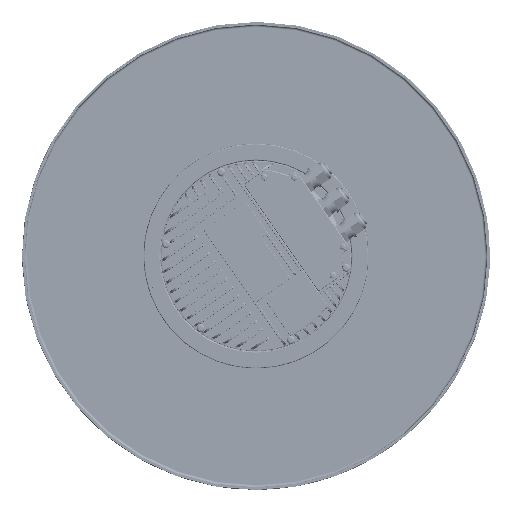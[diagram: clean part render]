
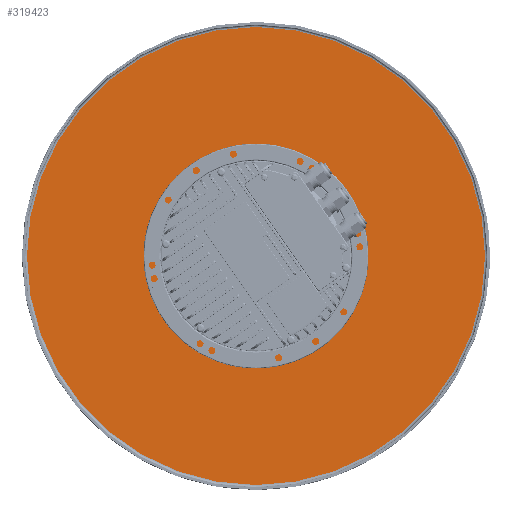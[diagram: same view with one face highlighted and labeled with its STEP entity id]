
A CAD part, front view. The second image highlights one B-rep face of the part: STEP entity #319423.
In plain terms, the highlighted planar face has unit normal (0, -1, 0).
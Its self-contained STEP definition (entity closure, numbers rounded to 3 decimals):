
#316986=CARTESIAN_POINT('',(0.,7.,0.));
#316987=DIRECTION('',(0.,1.,0.));
#316988=DIRECTION('',(0.,0.,1.));
#316989=AXIS2_PLACEMENT_3D('',#316986,#316987,#316988);
#316991=CARTESIAN_POINT('',(0.,7.,0.));
#316992=DIRECTION('',(0.,1.,0.));
#316993=DIRECTION('',(0.,0.,-1.));
#316994=AXIS2_PLACEMENT_3D('',#316991,#316992,#316993);
#316996=CARTESIAN_POINT('',(0.,7.,0.));
#316997=DIRECTION('',(0.,-1.,0.));
#316998=DIRECTION('',(0.,0.,1.));
#316999=AXIS2_PLACEMENT_3D('',#316996,#316997,#316998);
#317001=CARTESIAN_POINT('',(0.,7.,0.));
#317002=DIRECTION('',(0.,-1.,0.));
#317003=DIRECTION('',(0.,0.,-1.));
#317004=AXIS2_PLACEMENT_3D('',#317001,#317002,#317003);
#317006=CARTESIAN_POINT('',(0.,7.,-110.));
#317007=DIRECTION('',(0.,-1.,0.));
#317008=DIRECTION('',(-1.,0.,0.));
#317009=AXIS2_PLACEMENT_3D('',#317006,#317007,#317008);
#317011=CARTESIAN_POINT('',(0.,7.,-110.));
#317012=DIRECTION('',(0.,-1.,0.));
#317013=DIRECTION('',(1.,0.,0.));
#317014=AXIS2_PLACEMENT_3D('',#317011,#317012,#317013);
#317016=CARTESIAN_POINT('',(-95.263,7.,-55.));
#317017=DIRECTION('',(0.,-1.,0.));
#317018=DIRECTION('',(-1.,0.,0.));
#317019=AXIS2_PLACEMENT_3D('',#317016,#317017,#317018);
#317021=CARTESIAN_POINT('',(-95.263,7.,-55.));
#317022=DIRECTION('',(0.,-1.,0.));
#317023=DIRECTION('',(1.,0.,0.));
#317024=AXIS2_PLACEMENT_3D('',#317021,#317022,#317023);
#317026=CARTESIAN_POINT('',(-55.,7.,-95.263));
#317027=DIRECTION('',(0.,-1.,0.));
#317028=DIRECTION('',(-1.,0.,0.));
#317029=AXIS2_PLACEMENT_3D('',#317026,#317027,#317028);
#317031=CARTESIAN_POINT('',(-55.,7.,-95.263));
#317032=DIRECTION('',(0.,-1.,0.));
#317033=DIRECTION('',(1.,0.,0.));
#317034=AXIS2_PLACEMENT_3D('',#317031,#317032,#317033);
#317036=CARTESIAN_POINT('',(95.263,7.,55.));
#317037=DIRECTION('',(0.,-1.,0.));
#317038=DIRECTION('',(0.5,0.,-0.866));
#317039=AXIS2_PLACEMENT_3D('',#317036,#317037,#317038);
#317041=CARTESIAN_POINT('',(95.263,7.,55.));
#317042=DIRECTION('',(0.,-1.,0.));
#317043=DIRECTION('',(-0.5,0.,0.866));
#317044=AXIS2_PLACEMENT_3D('',#317041,#317042,#317043);
#317046=CARTESIAN_POINT('',(95.263,7.,-55.));
#317047=DIRECTION('',(0.,-1.,0.));
#317048=DIRECTION('',(0.5,0.,-0.866));
#317049=AXIS2_PLACEMENT_3D('',#317046,#317047,#317048);
#317051=CARTESIAN_POINT('',(95.263,7.,-55.));
#317052=DIRECTION('',(0.,-1.,0.));
#317053=DIRECTION('',(-0.5,0.,0.866));
#317054=AXIS2_PLACEMENT_3D('',#317051,#317052,#317053);
#317056=CARTESIAN_POINT('',(110.,7.,0.));
#317057=DIRECTION('',(0.,-1.,0.));
#317058=DIRECTION('',(0.5,0.,-0.866));
#317059=AXIS2_PLACEMENT_3D('',#317056,#317057,#317058);
#317061=CARTESIAN_POINT('',(110.,7.,0.));
#317062=DIRECTION('',(0.,-1.,0.));
#317063=DIRECTION('',(-0.5,0.,0.866));
#317064=AXIS2_PLACEMENT_3D('',#317061,#317062,#317063);
#317066=CARTESIAN_POINT('',(-95.263,7.,55.));
#317067=DIRECTION('',(0.,-1.,0.));
#317068=DIRECTION('',(0.5,0.,0.866));
#317069=AXIS2_PLACEMENT_3D('',#317066,#317067,#317068);
#317071=CARTESIAN_POINT('',(-95.263,7.,55.));
#317072=DIRECTION('',(0.,-1.,0.));
#317073=DIRECTION('',(-0.5,0.,-0.866));
#317074=AXIS2_PLACEMENT_3D('',#317071,#317072,#317073);
#317076=CARTESIAN_POINT('',(0.,7.,110.));
#317077=DIRECTION('',(0.,-1.,0.));
#317078=DIRECTION('',(0.5,0.,0.866));
#317079=AXIS2_PLACEMENT_3D('',#317076,#317077,#317078);
#317081=CARTESIAN_POINT('',(0.,7.,110.));
#317082=DIRECTION('',(0.,-1.,0.));
#317083=DIRECTION('',(-0.5,0.,-0.866));
#317084=AXIS2_PLACEMENT_3D('',#317081,#317082,#317083);
#317086=CARTESIAN_POINT('',(-55.,7.,95.263));
#317087=DIRECTION('',(0.,-1.,0.));
#317088=DIRECTION('',(0.5,0.,0.866));
#317089=AXIS2_PLACEMENT_3D('',#317086,#317087,#317088);
#317091=CARTESIAN_POINT('',(-55.,7.,95.263));
#317092=DIRECTION('',(0.,-1.,0.));
#317093=DIRECTION('',(-0.5,0.,-0.866));
#317094=AXIS2_PLACEMENT_3D('',#317091,#317092,#317093);
#318928=CARTESIAN_POINT('',(-91.013,7.,-55.));
#318929=CARTESIAN_POINT('',(-99.513,7.,-55.));
#318930=VERTEX_POINT('',#318928);
#318931=VERTEX_POINT('',#318929);
#318936=CARTESIAN_POINT('',(0.,7.,277.));
#318937=CARTESIAN_POINT('',(0.,7.,-277.));
#318938=VERTEX_POINT('',#318936);
#318939=VERTEX_POINT('',#318937);
#318940=CARTESIAN_POINT('',(0.,7.,100.05));
#318941=CARTESIAN_POINT('',(0.,7.,-100.05));
#318942=VERTEX_POINT('',#318940);
#318943=VERTEX_POINT('',#318941);
#318944=CARTESIAN_POINT('',(-4.25,7.,-110.));
#318945=CARTESIAN_POINT('',(4.25,7.,-110.));
#318946=VERTEX_POINT('',#318944);
#318947=VERTEX_POINT('',#318945);
#318948=CARTESIAN_POINT('',(-58.,7.,-95.263));
#318949=CARTESIAN_POINT('',(-52.,7.,-95.263));
#318950=VERTEX_POINT('',#318948);
#318951=VERTEX_POINT('',#318949);
#318952=CARTESIAN_POINT('',(97.388,7.,
51.319));
#318953=CARTESIAN_POINT('',(93.138,7.,
58.681));
#318954=VERTEX_POINT('',#318952);
#318955=VERTEX_POINT('',#318953);
#318956=CARTESIAN_POINT('',(97.388,7.,
-58.681));
#318957=CARTESIAN_POINT('',(93.138,7.,
-51.319));
#318958=VERTEX_POINT('',#318956);
#318959=VERTEX_POINT('',#318957);
#318960=CARTESIAN_POINT('',(111.5,7.,-2.598));
#318961=CARTESIAN_POINT('',(108.5,7.,2.598));
#318962=VERTEX_POINT('',#318960);
#318963=VERTEX_POINT('',#318961);
#318964=CARTESIAN_POINT('',(-93.138,7.,
58.681));
#318965=CARTESIAN_POINT('',(-97.388,7.,
51.319));
#318966=VERTEX_POINT('',#318964);
#318967=VERTEX_POINT('',#318965);
#318968=CARTESIAN_POINT('',(2.125,7.,113.681));
#318969=CARTESIAN_POINT('',(-2.125,7.,106.319));
#318970=VERTEX_POINT('',#318968);
#318971=VERTEX_POINT('',#318969);
#318972=CARTESIAN_POINT('',(-53.5,7.,97.861));
#318973=CARTESIAN_POINT('',(-56.5,7.,92.665));
#318974=VERTEX_POINT('',#318972);
#318975=VERTEX_POINT('',#318973);
#319353=CARTESIAN_POINT('',(0.,7.,0.));
#319354=DIRECTION('',(0.,1.,0.));
#319355=DIRECTION('',(0.,0.,1.));
#319356=AXIS2_PLACEMENT_3D('',#319353,#319354,#319355);
#319357=PLANE('',#319356);
#319359=ORIENTED_EDGE('',*,*,#319358,.T.);
#319361=ORIENTED_EDGE('',*,*,#319360,.T.);
#319362=EDGE_LOOP('',(#319359,#319361));
#319363=FACE_OUTER_BOUND('',#319362,.F.);
#319365=ORIENTED_EDGE('',*,*,#319364,.T.);
#319367=ORIENTED_EDGE('',*,*,#319366,.T.);
#319368=EDGE_LOOP('',(#319365,#319367));
#319369=FACE_BOUND('',#319368,.F.);
#319371=ORIENTED_EDGE('',*,*,#319370,.T.);
#319373=ORIENTED_EDGE('',*,*,#319372,.T.);
#319374=EDGE_LOOP('',(#319371,#319373));
#319375=FACE_BOUND('',#319374,.F.);
#319377=ORIENTED_EDGE('',*,*,#319376,.T.);
#319378=ORIENTED_EDGE('',*,*,#319342,.T.);
#319379=EDGE_LOOP('',(#319377,#319378));
#319380=FACE_BOUND('',#319379,.F.);
#319382=ORIENTED_EDGE('',*,*,#319381,.T.);
#319384=ORIENTED_EDGE('',*,*,#319383,.T.);
#319385=EDGE_LOOP('',(#319382,#319384));
#319386=FACE_BOUND('',#319385,.F.);
#319388=ORIENTED_EDGE('',*,*,#319387,.T.);
#319390=ORIENTED_EDGE('',*,*,#319389,.T.);
#319391=EDGE_LOOP('',(#319388,#319390));
#319392=FACE_BOUND('',#319391,.F.);
#319394=ORIENTED_EDGE('',*,*,#319393,.T.);
#319396=ORIENTED_EDGE('',*,*,#319395,.T.);
#319397=EDGE_LOOP('',(#319394,#319396));
#319398=FACE_BOUND('',#319397,.F.);
#319400=ORIENTED_EDGE('',*,*,#319399,.T.);
#319402=ORIENTED_EDGE('',*,*,#319401,.T.);
#319403=EDGE_LOOP('',(#319400,#319402));
#319404=FACE_BOUND('',#319403,.F.);
#319406=ORIENTED_EDGE('',*,*,#319405,.T.);
#319408=ORIENTED_EDGE('',*,*,#319407,.T.);
#319409=EDGE_LOOP('',(#319406,#319408));
#319410=FACE_BOUND('',#319409,.F.);
#319412=ORIENTED_EDGE('',*,*,#319411,.T.);
#319414=ORIENTED_EDGE('',*,*,#319413,.T.);
#319415=EDGE_LOOP('',(#319412,#319414));
#319416=FACE_BOUND('',#319415,.F.);
#319418=ORIENTED_EDGE('',*,*,#319417,.T.);
#319420=ORIENTED_EDGE('',*,*,#319419,.T.);
#319421=EDGE_LOOP('',(#319418,#319420));
#319422=FACE_BOUND('',#319421,.F.);
#319423=ADVANCED_FACE('',(#319363,#319369,#319375,#319380,#319386,#319392,
#319398,#319404,#319410,#319416,#319422),#319357,.F.);
#316990=CIRCLE('',#316989,277.);
#316995=CIRCLE('',#316994,277.);
#317000=CIRCLE('',#316999,100.05);
#317005=CIRCLE('',#317004,100.05);
#317010=CIRCLE('',#317009,4.25);
#317015=CIRCLE('',#317014,4.25);
#317020=CIRCLE('',#317019,4.25);
#317025=CIRCLE('',#317024,4.25);
#317030=CIRCLE('',#317029,3.);
#317035=CIRCLE('',#317034,3.);
#317040=CIRCLE('',#317039,4.25);
#317045=CIRCLE('',#317044,4.25);
#317050=CIRCLE('',#317049,4.25);
#317055=CIRCLE('',#317054,4.25);
#317060=CIRCLE('',#317059,3.);
#317065=CIRCLE('',#317064,3.);
#317070=CIRCLE('',#317069,4.25);
#317075=CIRCLE('',#317074,4.25);
#317080=CIRCLE('',#317079,4.25);
#317085=CIRCLE('',#317084,4.25);
#317090=CIRCLE('',#317089,3.);
#317095=CIRCLE('',#317094,3.);
#319342=EDGE_CURVE('',#318930,#318931,#317025,.T.);
#319358=EDGE_CURVE('',#318938,#318939,#316990,.T.);
#319360=EDGE_CURVE('',#318939,#318938,#316995,.T.);
#319364=EDGE_CURVE('',#318942,#318943,#317000,.T.);
#319366=EDGE_CURVE('',#318943,#318942,#317005,.T.);
#319370=EDGE_CURVE('',#318946,#318947,#317010,.T.);
#319372=EDGE_CURVE('',#318947,#318946,#317015,.T.);
#319376=EDGE_CURVE('',#318931,#318930,#317020,.T.);
#319381=EDGE_CURVE('',#318950,#318951,#317030,.T.);
#319383=EDGE_CURVE('',#318951,#318950,#317035,.T.);
#319387=EDGE_CURVE('',#318954,#318955,#317040,.T.);
#319389=EDGE_CURVE('',#318955,#318954,#317045,.T.);
#319393=EDGE_CURVE('',#318958,#318959,#317050,.T.);
#319395=EDGE_CURVE('',#318959,#318958,#317055,.T.);
#319399=EDGE_CURVE('',#318962,#318963,#317060,.T.);
#319401=EDGE_CURVE('',#318963,#318962,#317065,.T.);
#319405=EDGE_CURVE('',#318966,#318967,#317070,.T.);
#319407=EDGE_CURVE('',#318967,#318966,#317075,.T.);
#319411=EDGE_CURVE('',#318970,#318971,#317080,.T.);
#319413=EDGE_CURVE('',#318971,#318970,#317085,.T.);
#319417=EDGE_CURVE('',#318974,#318975,#317090,.T.);
#319419=EDGE_CURVE('',#318975,#318974,#317095,.T.);
